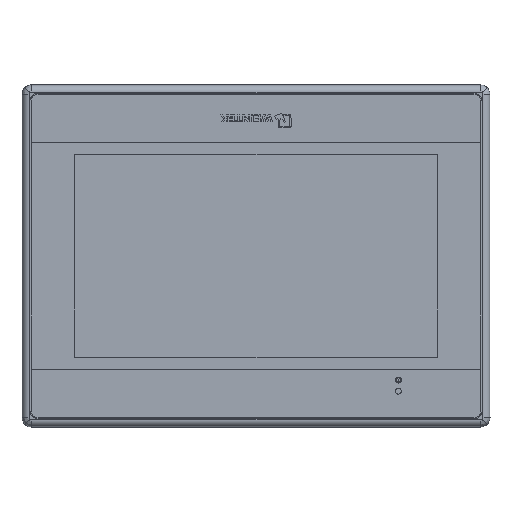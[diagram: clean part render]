
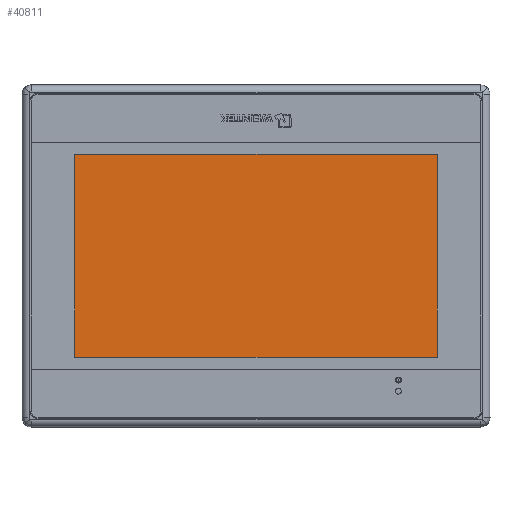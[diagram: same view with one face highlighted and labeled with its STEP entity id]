
A CAD part, top view. The second image highlights one B-rep face of the part: STEP entity #40811.
In plain terms, the highlighted planar face has unit normal (0, 0, 1).
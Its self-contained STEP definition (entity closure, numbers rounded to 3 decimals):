
#8260 = CARTESIAN_POINT ( 'NONE',  ( -77.34, -43.168, 4.72 ) ) ;
#8354 = CARTESIAN_POINT ( 'NONE',  ( -77.34, 43.752, 4.72 ) ) ;
#8399 = CARTESIAN_POINT ( 'NONE',  ( 77.74, 43.752, 4.72 ) ) ;
#8502 = CARTESIAN_POINT ( 'NONE',  ( 77.74, -43.168, 4.72 ) ) ;
#9661 = DIRECTION ( 'NONE',  ( 0., 0., 1. ) ) ;
#9664 = CARTESIAN_POINT ( 'NONE',  ( -93.075, -66.093, 4.72 ) ) ;
#9666 = FACE_OUTER_BOUND ( 'NONE', #84718, .T. ) ;
#9667 = PLANE ( 'NONE',  #27917 ) ;
#9669 = DIRECTION ( 'NONE',  ( -1., 0., 0. ) ) ;
#27917 = AXIS2_PLACEMENT_3D ( 'NONE', #9664, #9661, #9669 ) ;
#30010 = EDGE_CURVE ( 'NONE', #85170, #85206, #74766, .T. ) ;
#30011 = EDGE_CURVE ( 'NONE', #85265, #85170, #74773, .T. ) ;
#30012 = EDGE_CURVE ( 'NONE', #85224, #85265, #74781, .T. ) ;
#30013 = EDGE_CURVE ( 'NONE', #85206, #85224, #74784, .T. ) ;
#40811 = ADVANCED_FACE ( 'NONE', ( #9666 ), #9667, .T. ) ;
#47181 = VECTOR ( 'NONE', #74780, 1000. ) ;
#47830 = VECTOR ( 'NONE', #74786, 1000. ) ;
#47908 = VECTOR ( 'NONE', #74778, 1000. ) ;
#47912 = VECTOR ( 'NONE', #74783, 1000. ) ;
#74766 = LINE ( 'NONE', #74767, #47908 ) ;
#74767 = CARTESIAN_POINT ( 'NONE',  ( -77.34, -66.093, 4.72 ) ) ;
#74773 = LINE ( 'NONE', #74779, #47181 ) ;
#74778 = DIRECTION ( 'NONE',  ( 0., 1., 0. ) ) ;
#74779 = CARTESIAN_POINT ( 'NONE',  ( -93.075, -43.168, 4.72 ) ) ;
#74780 = DIRECTION ( 'NONE',  ( -1., 0., 0. ) ) ;
#74781 = LINE ( 'NONE', #74782, #47912 ) ;
#74782 = CARTESIAN_POINT ( 'NONE',  ( 77.74, -66.093, 4.72 ) ) ;
#74783 = DIRECTION ( 'NONE',  ( 0., -1., 0. ) ) ;
#74784 = LINE ( 'NONE', #74785, #47830 ) ;
#74785 = CARTESIAN_POINT ( 'NONE',  ( -93.075, 43.752, 4.72 ) ) ;
#74786 = DIRECTION ( 'NONE',  ( 1., 0., 0. ) ) ;
#84718 = EDGE_LOOP ( 'NONE', ( #84910, #84911, #84913, #84914 ) ) ;
#84910 = ORIENTED_EDGE ( 'NONE', *, *, #30010, .F. ) ;
#84911 = ORIENTED_EDGE ( 'NONE', *, *, #30011, .F. ) ;
#84913 = ORIENTED_EDGE ( 'NONE', *, *, #30012, .F. ) ;
#84914 = ORIENTED_EDGE ( 'NONE', *, *, #30013, .F. ) ;
#85170 = VERTEX_POINT ( 'NONE', #8260 ) ;
#85206 = VERTEX_POINT ( 'NONE', #8354 ) ;
#85224 = VERTEX_POINT ( 'NONE', #8399 ) ;
#85265 = VERTEX_POINT ( 'NONE', #8502 ) ;
